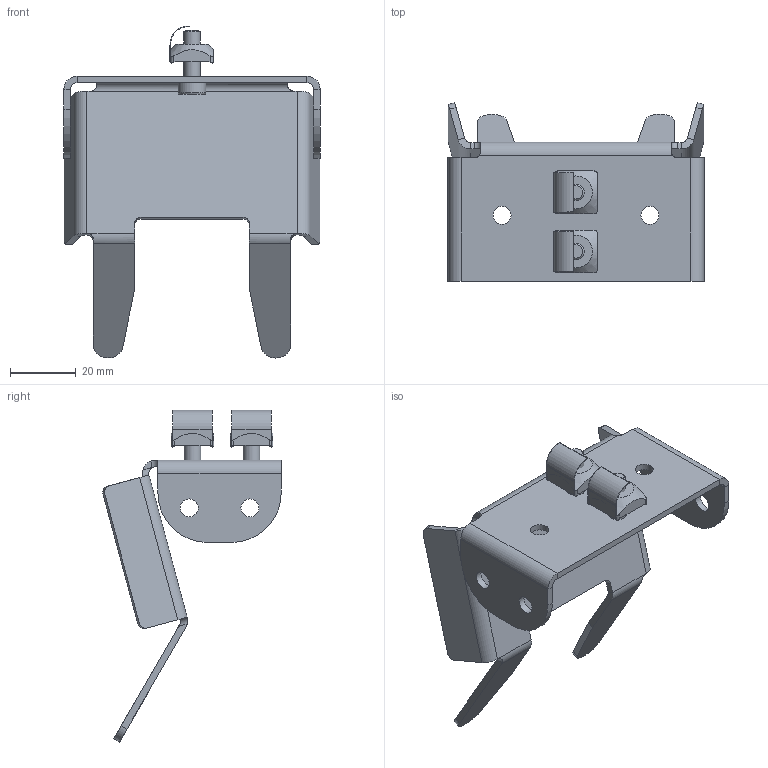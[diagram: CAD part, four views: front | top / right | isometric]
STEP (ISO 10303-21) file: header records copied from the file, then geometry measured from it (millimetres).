
FILE_DESCRIPTION(/* description */ (''),/* implementation_level */ '2;1');
FILE_NAME(/* name */ '-00_Halter Klebebandabroller.step',/* time_stamp */ '2024-02-23T11:02:24+01:00',/* author */ ('Muellerj'),/* organization */ ('MiniTec GmbH & Co.KG'),/* preprocessor_version */ 'ST-DEVELOPER v19.2',/* originating_system */ 'Autodesk Inventor 2023',/* authorisation */ '');
FILE_SCHEMA (('CONFIG_CONTROL_DESIGN'));
Length unit declared in the file: millimetre
Products named in the file (4): MTW_1-00274907; MTW_1-00232282; leer; 21-1390-2FZ.002
Assembly tree (5 placements, depth 2):
  MTW_1-00274907
    MTW_1-00232282
    leer  x2
    21-1390-2FZ.002  x2
Bounding box: 78 x 54.26 x 101.05 mm (x, y, z)
Volume: 21604.4 mm3; surface area: 23367.7 mm2
Topology: 5 solids, 5 shells, 180 faces, 452 edges, 284 vertices
Faces by surface type: plane 104, cylinder 66, cone 6, torus 4
Full cylindrical faces by diameter (mm): 4.134 x2, 5 x2, 5.5 x8, 8.5 x2
Entity records: 4388 total; most frequent: CARTESIAN_POINT 921, DIRECTION 706, ORIENTED_EDGE 678, EDGE_CURVE 339, AXIS2_PLACEMENT_3D 249, VERTEX_POINT 210, LINE 208, VECTOR 208
